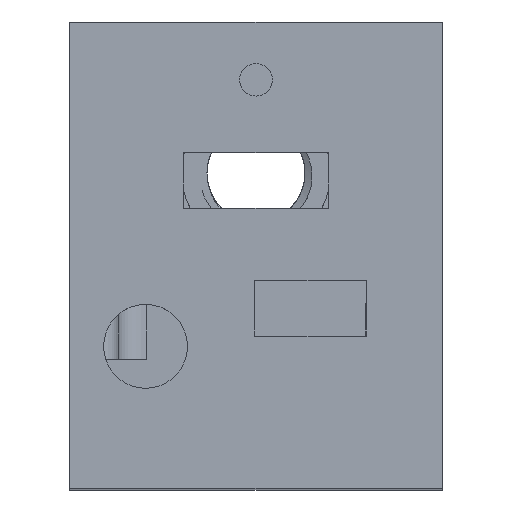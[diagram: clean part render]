
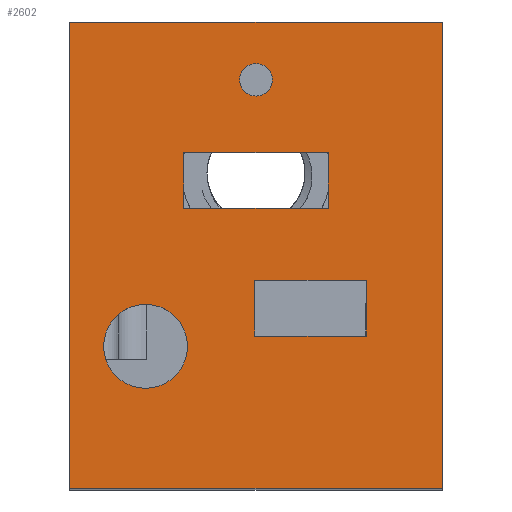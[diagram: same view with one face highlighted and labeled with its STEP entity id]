
A CAD part, top view. The second image highlights one B-rep face of the part: STEP entity #2602.
In plain terms, the highlighted planar face has unit normal (0, 0, 1).
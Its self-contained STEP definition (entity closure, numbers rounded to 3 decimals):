
#94=CIRCLE('',#2755,1.75);
#96=CIRCLE('',#2762,4.5);
#155=FACE_BOUND('',#377,.T.);
#156=FACE_BOUND('',#378,.T.);
#157=FACE_BOUND('',#379,.T.);
#158=FACE_BOUND('',#380,.T.);
#229=FACE_OUTER_BOUND('',#376,.T.);
#376=EDGE_LOOP('',(#1946,#1947,#1948,#1949));
#377=EDGE_LOOP('',(#1950,#1951,#1952,#1953));
#378=EDGE_LOOP('',(#1954));
#379=EDGE_LOOP('',(#1955,#1956,#1957,#1958));
#380=EDGE_LOOP('',(#1959));
#518=LINE('',#3690,#807);
#521=LINE('',#3695,#810);
#604=LINE('',#3873,#893);
#608=LINE('',#3881,#897);
#611=LINE('',#3887,#900);
#614=LINE('',#3892,#903);
#618=LINE('',#3903,#907);
#619=LINE('',#3905,#908);
#620=LINE('',#3909,#909);
#623=LINE('',#3914,#912);
#625=LINE('',#3918,#914);
#627=LINE('',#3921,#916);
#807=VECTOR('',#2974,10.);
#810=VECTOR('',#2979,10.);
#893=VECTOR('',#3138,10.);
#897=VECTOR('',#3144,10.);
#900=VECTOR('',#3149,10.);
#903=VECTOR('',#3154,10.);
#907=VECTOR('',#3166,10.);
#908=VECTOR('',#3169,10.);
#909=VECTOR('',#3172,10.);
#912=VECTOR('',#3177,10.);
#914=VECTOR('',#3181,10.);
#916=VECTOR('',#3185,10.);
#1087=VERTEX_POINT('',#3687);
#1088=VERTEX_POINT('',#3689);
#1089=VERTEX_POINT('',#3693);
#1144=VERTEX_POINT('',#3867);
#1145=VERTEX_POINT('',#3871);
#1146=VERTEX_POINT('',#3872);
#1149=VERTEX_POINT('',#3880);
#1151=VERTEX_POINT('',#3886);
#1154=VERTEX_POINT('',#3897);
#1155=VERTEX_POINT('',#3901);
#1156=VERTEX_POINT('',#3907);
#1157=VERTEX_POINT('',#3908);
#1158=VERTEX_POINT('',#3913);
#1159=VERTEX_POINT('',#3917);
#1347=EDGE_CURVE('',#1088,#1087,#518,.T.);
#1350=EDGE_CURVE('',#1087,#1089,#521,.T.);
#1437=EDGE_CURVE('',#1144,#1144,#94,.T.);
#1438=EDGE_CURVE('',#1145,#1146,#604,.T.);
#1442=EDGE_CURVE('',#1146,#1149,#608,.T.);
#1445=EDGE_CURVE('',#1149,#1151,#611,.T.);
#1448=EDGE_CURVE('',#1151,#1145,#614,.T.);
#1452=EDGE_CURVE('',#1154,#1154,#96,.T.);
#1454=EDGE_CURVE('',#1089,#1155,#618,.T.);
#1455=EDGE_CURVE('',#1155,#1088,#619,.T.);
#1456=EDGE_CURVE('',#1156,#1157,#620,.T.);
#1459=EDGE_CURVE('',#1158,#1156,#623,.T.);
#1461=EDGE_CURVE('',#1159,#1158,#625,.T.);
#1463=EDGE_CURVE('',#1157,#1159,#627,.T.);
#1946=ORIENTED_EDGE('',*,*,#1463,.F.);
#1947=ORIENTED_EDGE('',*,*,#1456,.F.);
#1948=ORIENTED_EDGE('',*,*,#1459,.F.);
#1949=ORIENTED_EDGE('',*,*,#1461,.F.);
#1950=ORIENTED_EDGE('',*,*,#1350,.T.);
#1951=ORIENTED_EDGE('',*,*,#1454,.T.);
#1952=ORIENTED_EDGE('',*,*,#1455,.T.);
#1953=ORIENTED_EDGE('',*,*,#1347,.T.);
#1954=ORIENTED_EDGE('',*,*,#1452,.T.);
#1955=ORIENTED_EDGE('',*,*,#1448,.T.);
#1956=ORIENTED_EDGE('',*,*,#1438,.T.);
#1957=ORIENTED_EDGE('',*,*,#1442,.T.);
#1958=ORIENTED_EDGE('',*,*,#1445,.T.);
#1959=ORIENTED_EDGE('',*,*,#1437,.T.);
#2497=PLANE('',#2769);
#2602=ADVANCED_FACE('',(#229,#155,#156,#157,#158),#2497,.T.);
#2755=AXIS2_PLACEMENT_3D('',#3869,#3134,#3135);
#2762=AXIS2_PLACEMENT_3D('',#3899,#3161,#3162);
#2769=AXIS2_PLACEMENT_3D('',#3922,#3186,#3187);
#2974=DIRECTION('',(-1.,0.,0.));
#2979=DIRECTION('',(0.,1.,0.));
#3134=DIRECTION('center_axis',(0.,0.,-1.));
#3135=DIRECTION('ref_axis',(1.,0.,0.));
#3138=DIRECTION('',(-1.,0.,0.));
#3144=DIRECTION('',(0.,1.,0.));
#3149=DIRECTION('',(1.,0.,0.));
#3154=DIRECTION('',(0.,-1.,0.));
#3161=DIRECTION('center_axis',(0.,0.,-1.));
#3162=DIRECTION('ref_axis',(1.,0.,0.));
#3166=DIRECTION('',(1.,0.,0.));
#3169=DIRECTION('',(0.,-1.,0.));
#3172=DIRECTION('',(0.,-1.,0.));
#3177=DIRECTION('',(1.,0.,0.));
#3181=DIRECTION('',(0.,1.,0.));
#3185=DIRECTION('',(-1.,0.,0.));
#3186=DIRECTION('center_axis',(0.,0.,1.));
#3187=DIRECTION('ref_axis',(1.,0.,0.));
#3687=CARTESIAN_POINT('',(-7.75,5.,0.));
#3689=CARTESIAN_POINT('',(7.75,5.,0.));
#3690=CARTESIAN_POINT('',(-7.75,5.,0.));
#3693=CARTESIAN_POINT('',(-7.75,11.,0.));
#3695=CARTESIAN_POINT('',(-7.75,11.,0.));
#3867=CARTESIAN_POINT('',(-1.75,18.8,0.));
#3869=CARTESIAN_POINT('Origin',(0.,18.8,0.));
#3871=CARTESIAN_POINT('',(11.85,-8.7,0.));
#3872=CARTESIAN_POINT('',(-0.15,-8.7,0.));
#3873=CARTESIAN_POINT('',(-0.15,-8.7,0.));
#3880=CARTESIAN_POINT('',(-0.15,-2.7,0.));
#3881=CARTESIAN_POINT('',(-0.15,-2.7,0.));
#3886=CARTESIAN_POINT('',(11.85,-2.7,0.));
#3887=CARTESIAN_POINT('',(11.85,-2.7,0.));
#3892=CARTESIAN_POINT('',(11.85,-8.7,0.));
#3897=CARTESIAN_POINT('',(-16.35,-9.8,0.));
#3899=CARTESIAN_POINT('Origin',(-11.85,-9.8,0.));
#3901=CARTESIAN_POINT('',(7.75,11.,0.));
#3903=CARTESIAN_POINT('',(7.75,11.,0.));
#3905=CARTESIAN_POINT('',(7.75,5.,0.));
#3907=CARTESIAN_POINT('',(20.,25.,0.));
#3908=CARTESIAN_POINT('',(20.,-25.,0.));
#3909=CARTESIAN_POINT('',(20.,25.,0.));
#3913=CARTESIAN_POINT('',(-20.,25.,0.));
#3914=CARTESIAN_POINT('',(-20.,25.,0.));
#3917=CARTESIAN_POINT('',(-20.,-25.,0.));
#3918=CARTESIAN_POINT('',(-20.,-25.,0.));
#3921=CARTESIAN_POINT('',(20.,-25.,0.));
#3922=CARTESIAN_POINT('Origin',(0.,0.,0.));
